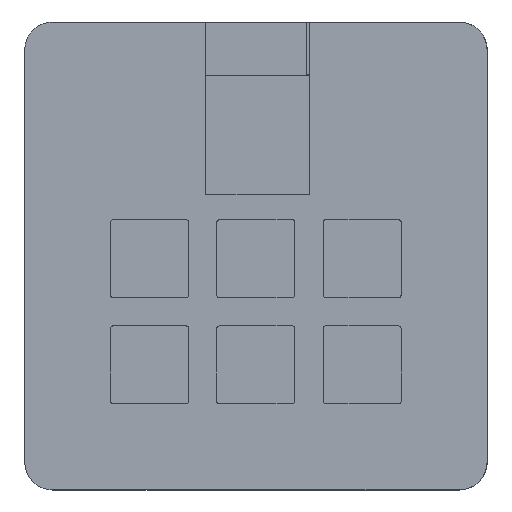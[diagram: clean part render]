
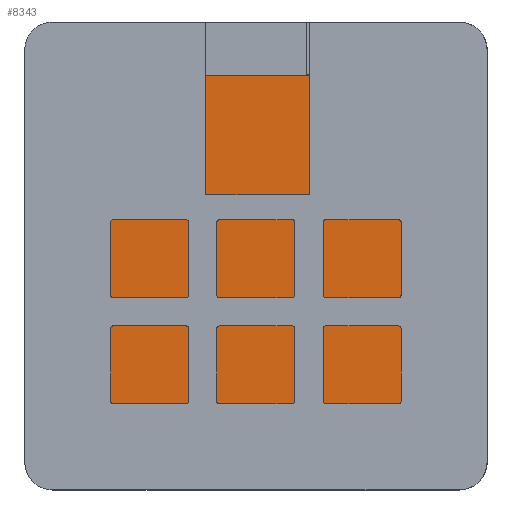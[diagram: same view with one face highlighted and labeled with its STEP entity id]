
A CAD part, top view. The second image highlights one B-rep face of the part: STEP entity #8343.
In plain terms, the highlighted planar face has unit normal (0, 0, 1).
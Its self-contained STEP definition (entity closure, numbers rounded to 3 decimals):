
#829=PLANE('',#8851);
#1016=FACE_OUTER_BOUND('',#1489,.T.);
#1489=EDGE_LOOP('',(#5765,#5766,#5767,#5768));
#2026=LINE('',#10571,#2753);
#2028=LINE('',#10575,#2755);
#2029=LINE('',#10577,#2756);
#2030=LINE('',#10578,#2757);
#2753=VECTOR('',#9218,10.);
#2755=VECTOR('',#9222,10.);
#2756=VECTOR('',#9223,10.);
#2757=VECTOR('',#9224,10.);
#3560=VERTEX_POINT('',#10568);
#3561=VERTEX_POINT('',#10570);
#3562=VERTEX_POINT('',#10574);
#3563=VERTEX_POINT('',#10576);
#4438=EDGE_CURVE('',#3560,#3561,#2026,.T.);
#4440=EDGE_CURVE('',#3562,#3560,#2028,.T.);
#4441=EDGE_CURVE('',#3563,#3562,#2029,.T.);
#4442=EDGE_CURVE('',#3561,#3563,#2030,.T.);
#5765=ORIENTED_EDGE('',*,*,#4440,.F.);
#5766=ORIENTED_EDGE('',*,*,#4441,.F.);
#5767=ORIENTED_EDGE('',*,*,#4442,.F.);
#5768=ORIENTED_EDGE('',*,*,#4438,.F.);
#8343=ADVANCED_FACE('',(#1016),#829,.T.);
#8851=AXIS2_PLACEMENT_3D('',#10573,#9220,#9221);
#9218=DIRECTION('',(1.,0.,0.));
#9220=DIRECTION('center_axis',(0.,0.,1.));
#9221=DIRECTION('ref_axis',(1.,0.,0.));
#9222=DIRECTION('',(0.,1.,0.));
#9223=DIRECTION('',(-1.,0.,0.));
#9224=DIRECTION('',(0.,-1.,0.));
#10568=CARTESIAN_POINT('',(0.,63.9,3.));
#10570=CARTESIAN_POINT('',(62.9,63.9,3.));
#10571=CARTESIAN_POINT('',(15.725,63.9,3.));
#10573=CARTESIAN_POINT('Origin',(31.45,31.95,3.));
#10574=CARTESIAN_POINT('',(0.,0.,3.));
#10575=CARTESIAN_POINT('',(0.,15.975,3.));
#10576=CARTESIAN_POINT('',(62.9,0.,3.));
#10577=CARTESIAN_POINT('',(47.175,0.,3.));
#10578=CARTESIAN_POINT('',(62.9,47.925,3.));
